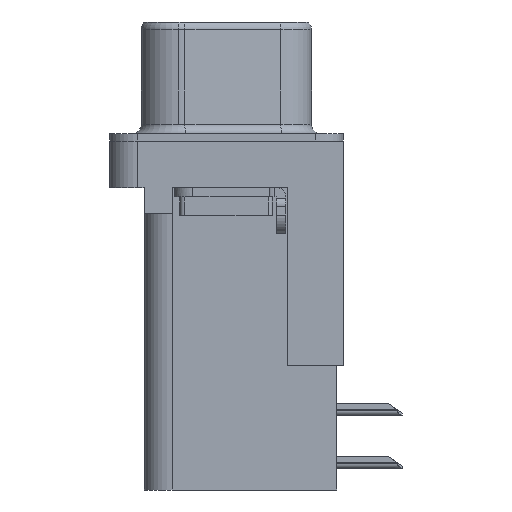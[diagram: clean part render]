
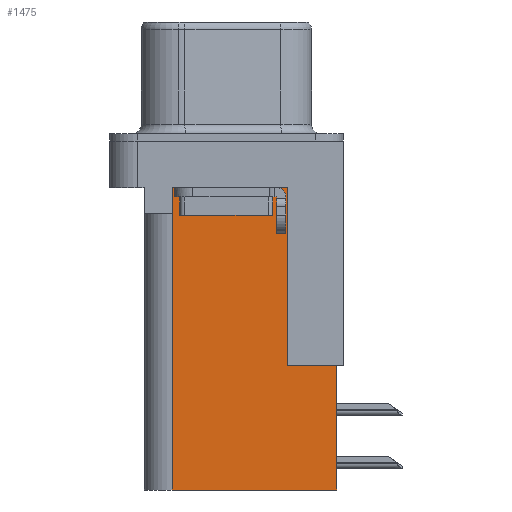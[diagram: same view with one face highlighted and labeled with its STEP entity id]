
A CAD part, left-side view. The second image highlights one B-rep face of the part: STEP entity #1475.
In plain terms, the highlighted planar face has unit normal (-1, 0, 0).
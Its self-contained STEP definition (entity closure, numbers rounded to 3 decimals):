
#6 = CARTESIAN_POINT ( 'NONE',  ( 3.79, -3.295, -18.76 ) ) ;
#537 = ORIENTED_EDGE ( 'NONE', *, *, #3754, .F. ) ;
#611 = CARTESIAN_POINT ( 'NONE',  ( 3.79, -6.295, -12.05 ) ) ;
#950 = LINE ( 'NONE', #15576, #10363 ) ;
#1011 = CARTESIAN_POINT ( 'NONE',  ( 3.79, -3.295, -18.76 ) ) ;
#1108 = ORIENTED_EDGE ( 'NONE', *, *, #21878, .T. ) ;
#1116 = DIRECTION ( 'NONE',  ( 0., 0., -1. ) ) ;
#1475 = ADVANCED_FACE ( 'NONE', ( #2897 ), #11450, .F. ) ;
#1971 = CARTESIAN_POINT ( 'NONE',  ( 3.79, 2.895, -2.5 ) ) ;
#2897 = FACE_OUTER_BOUND ( 'NONE', #9601, .T. ) ;
#3006 = LINE ( 'NONE', #1011, #12543 ) ;
#3412 = DIRECTION ( 'NONE',  ( 0., 0., 1. ) ) ;
#3601 = CARTESIAN_POINT ( 'NONE',  ( 3.79, -5.925, -2. ) ) ;
#3754 = EDGE_CURVE ( 'NONE', #20251, #9034, #17151, .T. ) ;
#4187 = CARTESIAN_POINT ( 'NONE',  ( 3.79, 2.895, -3.9 ) ) ;
#4356 = DIRECTION ( 'NONE',  ( 0., 1., 0. ) ) ;
#4427 = LINE ( 'NONE', #611, #24105 ) ;
#4804 = VECTOR ( 'NONE', #1116, 1000. ) ;
#5551 = DIRECTION ( 'NONE',  ( 1., 0., 0. ) ) ;
#6009 = CARTESIAN_POINT ( 'NONE',  ( 3.79, 2.925, -18.76 ) ) ;
#6029 = VERTEX_POINT ( 'NONE', #13744 ) ;
#7374 = EDGE_CURVE ( 'NONE', #13708, #16610, #14605, .T. ) ;
#8440 = CARTESIAN_POINT ( 'NONE',  ( 3.79, 2.895, -3.9 ) ) ;
#8574 = DIRECTION ( 'NONE',  ( 0., 1., 0. ) ) ;
#8840 = ORIENTED_EDGE ( 'NONE', *, *, #23056, .T. ) ;
#9013 = VERTEX_POINT ( 'NONE', #15431 ) ;
#9034 = VERTEX_POINT ( 'NONE', #6009 ) ;
#9141 = ORIENTED_EDGE ( 'NONE', *, *, #23394, .F. ) ;
#9215 = ORIENTED_EDGE ( 'NONE', *, *, #19347, .T. ) ;
#9536 = VECTOR ( 'NONE', #8574, 1000. ) ;
#9601 = EDGE_LOOP ( 'NONE', ( #22656, #9215, #23963, #17354, #537, #9141, #8840, #1108 ) ) ;
#10363 = VECTOR ( 'NONE', #4356, 1000. ) ;
#11450 = PLANE ( 'NONE',  #19185 ) ;
#11829 = LINE ( 'NONE', #3601, #16831 ) ;
#11844 = LINE ( 'NONE', #16637, #18056 ) ;
#12543 = VECTOR ( 'NONE', #23777, 1000. ) ;
#12555 = CARTESIAN_POINT ( 'NONE',  ( 3.79, 0., -3.9 ) ) ;
#13006 = EDGE_CURVE ( 'NONE', #22761, #20318, #950, .T. ) ;
#13708 = VERTEX_POINT ( 'NONE', #4187 ) ;
#13744 = CARTESIAN_POINT ( 'NONE',  ( 3.79, -3.295, -12.05 ) ) ;
#14121 = EDGE_CURVE ( 'NONE', #9034, #16610, #11844, .T. ) ;
#14605 = LINE ( 'NONE', #12555, #9536 ) ;
#14863 = LINE ( 'NONE', #8440, #4804 ) ;
#15431 = CARTESIAN_POINT ( 'NONE',  ( 3.79, -5.925, -12.05 ) ) ;
#15576 = CARTESIAN_POINT ( 'NONE',  ( 3.79, -3.295, -2.5 ) ) ;
#16103 = CARTESIAN_POINT ( 'NONE',  ( 3.79, 2.925, -3.9 ) ) ;
#16409 = CARTESIAN_POINT ( 'NONE',  ( 3.79, -3.295, -18.76 ) ) ;
#16610 = VERTEX_POINT ( 'NONE', #16103 ) ;
#16637 = CARTESIAN_POINT ( 'NONE',  ( 3.79, 2.925, -18.76 ) ) ;
#16656 = CARTESIAN_POINT ( 'NONE',  ( 3.79, -5.925, -18.76 ) ) ;
#16831 = VECTOR ( 'NONE', #16845, 1000. ) ;
#16845 = DIRECTION ( 'NONE',  ( 0., 0., -1. ) ) ;
#17151 = LINE ( 'NONE', #6, #21651 ) ;
#17354 = ORIENTED_EDGE ( 'NONE', *, *, #14121, .F. ) ;
#18056 = VECTOR ( 'NONE', #3412, 1000. ) ;
#18821 = DIRECTION ( 'NONE',  ( 0., 1., 0. ) ) ;
#19185 = AXIS2_PLACEMENT_3D ( 'NONE', #16409, #5551, #18821 ) ;
#19347 = EDGE_CURVE ( 'NONE', #20318, #13708, #14863, .T. ) ;
#19565 = DIRECTION ( 'NONE',  ( 0., 1., 0. ) ) ;
#19779 = DIRECTION ( 'NONE',  ( 0., 1., 0. ) ) ;
#20251 = VERTEX_POINT ( 'NONE', #16656 ) ;
#20318 = VERTEX_POINT ( 'NONE', #1971 ) ;
#21651 = VECTOR ( 'NONE', #19779, 1000. ) ;
#21878 = EDGE_CURVE ( 'NONE', #6029, #22761, #3006, .T. ) ;
#22532 = CARTESIAN_POINT ( 'NONE',  ( 3.79, -3.295, -2.5 ) ) ;
#22656 = ORIENTED_EDGE ( 'NONE', *, *, #13006, .T. ) ;
#22761 = VERTEX_POINT ( 'NONE', #22532 ) ;
#23056 = EDGE_CURVE ( 'NONE', #9013, #6029, #4427, .T. ) ;
#23394 = EDGE_CURVE ( 'NONE', #9013, #20251, #11829, .T. ) ;
#23777 = DIRECTION ( 'NONE',  ( 0., 0., 1. ) ) ;
#23963 = ORIENTED_EDGE ( 'NONE', *, *, #7374, .T. ) ;
#24105 = VECTOR ( 'NONE', #19565, 1000. ) ;
